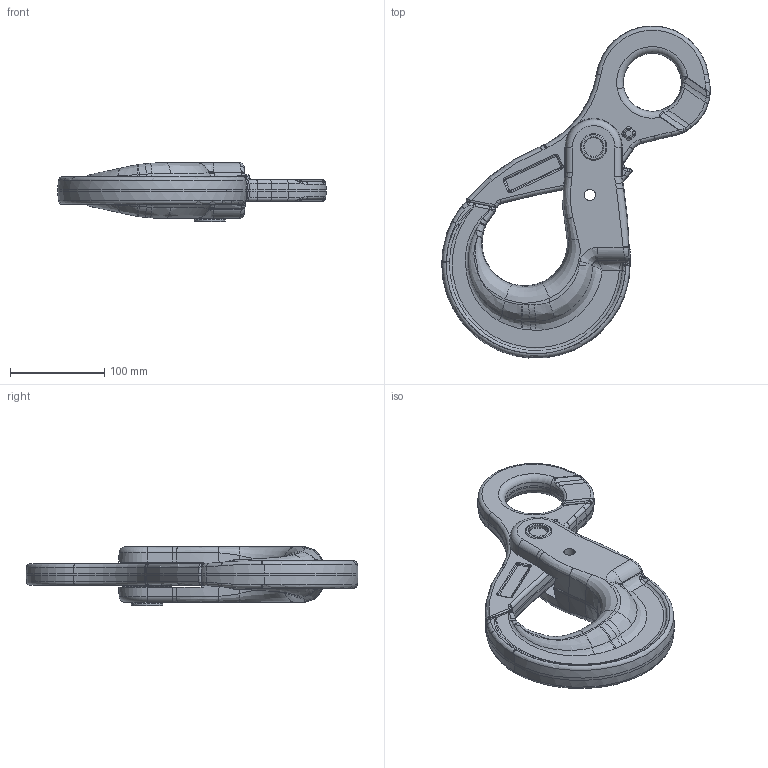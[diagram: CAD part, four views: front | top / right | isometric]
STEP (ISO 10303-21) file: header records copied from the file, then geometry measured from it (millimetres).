
FILE_DESCRIPTION(('CATIA V5 STEP Exchange'),'2;1');
FILE_NAME('X-025-20.stp','2019-06-21T01:48:57+00:00',('none'),('none'),'CATIA Version 5 Release 21 GA (IN-10)','CATIA V5 STEP AP203','none');
FILE_SCHEMA(('CONFIG_CONTROL_DESIGN'));
Length unit declared in the file: millimetre
Products named in the file (1): 20
Assembly tree (3 placements, depth 2):
  20
    #58
    #25614
    #36565
Bounding box: 284.52 x 351.55 x 63.5 mm (x, y, z)
Volume: 1259670.1 mm3; surface area: 160468.6 mm2
Topology: 3 solids, 3 shells, 482 faces, 1130 edges, 653 vertices
Faces by surface type: bspline 180, cylinder 107, torus 62, cone 60, plane 59, revolution 8, extrusion 6
Entity records: 37006 total; most frequent: CARTESIAN_POINT 27746, ORIENTED_EDGE 2244, DIRECTION 1167, EDGE_CURVE 1122, VERTEX_POINT 650, AXIS2_PLACEMENT_3D 612, B_SPLINE_CURVE_WITH_KNOTS 543, EDGE_LOOP 498
